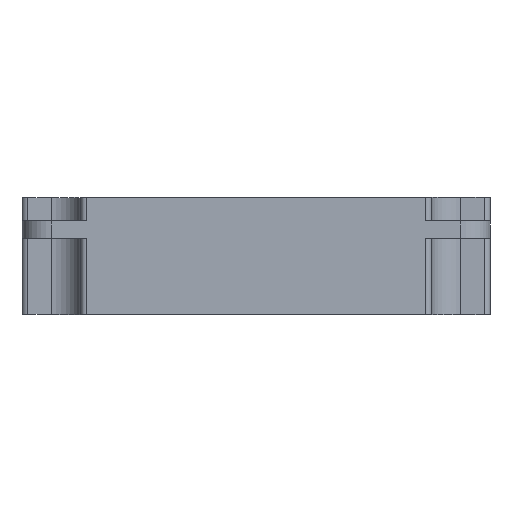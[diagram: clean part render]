
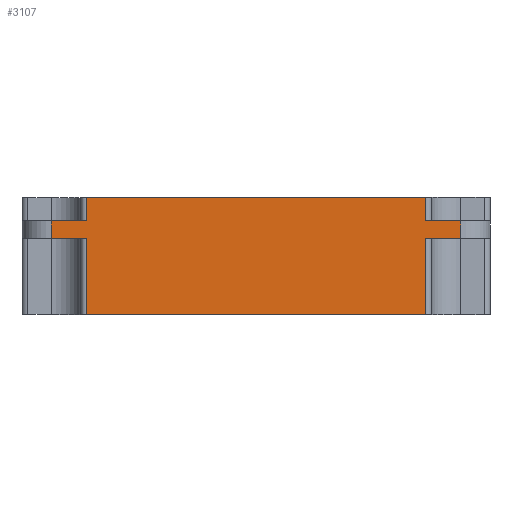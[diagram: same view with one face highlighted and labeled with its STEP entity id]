
A CAD part, front view. The second image highlights one B-rep face of the part: STEP entity #3107.
In plain terms, the highlighted planar face has unit normal (0, -1, 0).
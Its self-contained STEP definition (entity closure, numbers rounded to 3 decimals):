
#573=DIRECTION('',(1.,0.,0.));
#574=VECTOR('',#573,3.);
#575=CARTESIAN_POINT('',(-17.5,-20.,5.5));
#576=LINE('',#575,#574);
#577=DIRECTION('',(1.,0.,0.));
#578=VECTOR('',#577,29.);
#579=CARTESIAN_POINT('',(-14.5,-20.,9.));
#580=LINE('',#579,#578);
#581=DIRECTION('',(1.,0.,0.));
#582=VECTOR('',#581,3.);
#583=CARTESIAN_POINT('',(14.5,-20.,5.5));
#584=LINE('',#583,#582);
#585=DIRECTION('',(-1.,0.,0.));
#586=VECTOR('',#585,29.);
#587=CARTESIAN_POINT('',(14.5,-20.,-1.));
#588=LINE('',#587,#586);
#598=DIRECTION('',(0.,0.,-1.));
#599=VECTOR('',#598,1.5);
#600=CARTESIAN_POINT('',(-17.5,-20.,7.));
#601=LINE('',#600,#599);
#795=DIRECTION('',(0.,0.,-1.));
#796=VECTOR('',#795,2.);
#797=CARTESIAN_POINT('',(-14.5,-20.,9.));
#798=LINE('',#797,#796);
#804=DIRECTION('',(-1.,0.,0.));
#805=VECTOR('',#804,3.);
#806=CARTESIAN_POINT('',(-14.5,-20.,7.));
#807=LINE('',#806,#805);
#883=DIRECTION('',(0.,0.,-1.));
#884=VECTOR('',#883,6.5);
#885=CARTESIAN_POINT('',(-14.5,-20.,5.5));
#886=LINE('',#885,#884);
#976=DIRECTION('',(0.,0.,1.));
#977=VECTOR('',#976,6.5);
#978=CARTESIAN_POINT('',(14.5,-20.,-1.));
#979=LINE('',#978,#977);
#1029=DIRECTION('',(0.,0.,1.));
#1030=VECTOR('',#1029,1.5);
#1031=CARTESIAN_POINT('',(17.5,-20.,5.5));
#1032=LINE('',#1031,#1030);
#1037=DIRECTION('',(-1.,0.,0.));
#1038=VECTOR('',#1037,3.);
#1039=CARTESIAN_POINT('',(17.5,-20.,7.));
#1040=LINE('',#1039,#1038);
#1079=DIRECTION('',(0.,0.,1.));
#1080=VECTOR('',#1079,2.);
#1081=CARTESIAN_POINT('',(14.5,-20.,7.));
#1082=LINE('',#1081,#1080);
#1973=CARTESIAN_POINT('',(14.5,-20.,-1.));
#1974=CARTESIAN_POINT('',(-14.5,-20.,-1.));
#1975=VERTEX_POINT('',#1973);
#1976=VERTEX_POINT('',#1974);
#1977=CARTESIAN_POINT('',(-14.5,-20.,7.));
#1978=CARTESIAN_POINT('',(-17.5,-20.,7.));
#1979=VERTEX_POINT('',#1977);
#1980=VERTEX_POINT('',#1978);
#1981=CARTESIAN_POINT('',(-14.5,-20.,9.));
#1982=VERTEX_POINT('',#1981);
#1983=CARTESIAN_POINT('',(14.5,-20.,9.));
#1984=VERTEX_POINT('',#1983);
#1985=CARTESIAN_POINT('',(14.5,-20.,7.));
#1986=VERTEX_POINT('',#1985);
#1987=CARTESIAN_POINT('',(17.5,-20.,7.));
#1988=VERTEX_POINT('',#1987);
#2516=CARTESIAN_POINT('',(-17.5,-20.,5.5));
#2517=CARTESIAN_POINT('',(-14.5,-20.,5.5));
#2518=VERTEX_POINT('',#2516);
#2519=VERTEX_POINT('',#2517);
#2520=CARTESIAN_POINT('',(14.5,-20.,5.5));
#2521=CARTESIAN_POINT('',(17.5,-20.,5.5));
#2522=VERTEX_POINT('',#2520);
#2523=VERTEX_POINT('',#2521);
#3079=CARTESIAN_POINT('',(-20.,-20.,0.));
#3080=DIRECTION('',(0.,-1.,0.));
#3081=DIRECTION('',(1.,0.,0.));
#3082=AXIS2_PLACEMENT_3D('',#3079,#3080,#3081);
#3083=PLANE('',#3082);
#3084=ORIENTED_EDGE('',*,*,#2965,.F.);
#3086=ORIENTED_EDGE('',*,*,#3085,.F.);
#3088=ORIENTED_EDGE('',*,*,#3087,.F.);
#3090=ORIENTED_EDGE('',*,*,#3089,.F.);
#3091=ORIENTED_EDGE('',*,*,#2621,.T.);
#3093=ORIENTED_EDGE('',*,*,#3092,.F.);
#3095=ORIENTED_EDGE('',*,*,#3094,.F.);
#3097=ORIENTED_EDGE('',*,*,#3096,.F.);
#3098=ORIENTED_EDGE('',*,*,#2995,.F.);
#3100=ORIENTED_EDGE('',*,*,#3099,.F.);
#3102=ORIENTED_EDGE('',*,*,#3101,.T.);
#3104=ORIENTED_EDGE('',*,*,#3103,.F.);
#3105=EDGE_LOOP('',(#3084,#3086,#3088,#3090,#3091,#3093,#3095,#3097,#3098,#3100,
#3102,#3104));
#3106=FACE_OUTER_BOUND('',#3105,.F.);
#3107=ADVANCED_FACE('',(#3106),#3083,.T.);
#2621=EDGE_CURVE('',#1982,#1984,#580,.T.);
#2965=EDGE_CURVE('',#2518,#2519,#576,.T.);
#2995=EDGE_CURVE('',#2522,#2523,#584,.T.);
#3085=EDGE_CURVE('',#1980,#2518,#601,.T.);
#3087=EDGE_CURVE('',#1979,#1980,#807,.T.);
#3089=EDGE_CURVE('',#1982,#1979,#798,.T.);
#3092=EDGE_CURVE('',#1986,#1984,#1082,.T.);
#3094=EDGE_CURVE('',#1988,#1986,#1040,.T.);
#3096=EDGE_CURVE('',#2523,#1988,#1032,.T.);
#3099=EDGE_CURVE('',#1975,#2522,#979,.T.);
#3101=EDGE_CURVE('',#1975,#1976,#588,.T.);
#3103=EDGE_CURVE('',#2519,#1976,#886,.T.);
